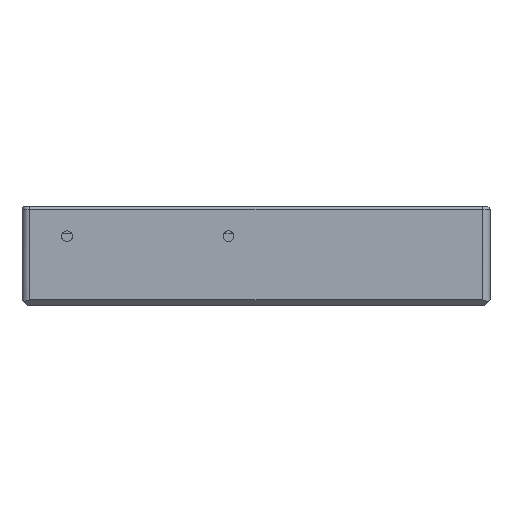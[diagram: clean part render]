
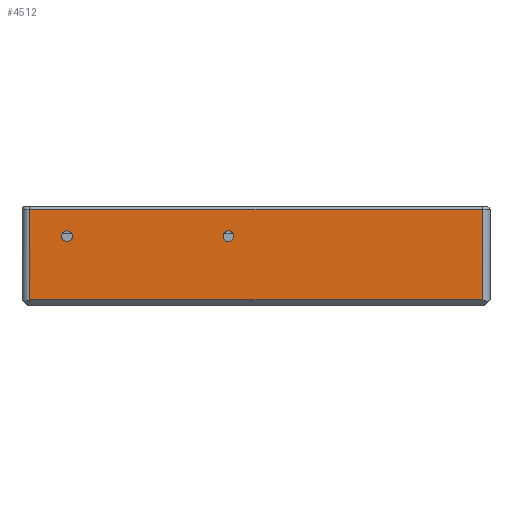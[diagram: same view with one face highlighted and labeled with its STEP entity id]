
A CAD part, left-side view. The second image highlights one B-rep face of the part: STEP entity #4512.
In plain terms, the highlighted planar face has unit normal (-1, 0, 0).
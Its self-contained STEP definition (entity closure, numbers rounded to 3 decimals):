
#23=FACE_BOUND('',#826,.T.);
#24=FACE_BOUND('',#827,.T.);
#105=PLANE('',#4942);
#506=FACE_OUTER_BOUND('',#825,.T.);
#825=EDGE_LOOP('',(#3681,#3682,#3683,#3684));
#826=EDGE_LOOP('',(#3685));
#827=EDGE_LOOP('',(#3686));
#1136=LINE('',#8648,#1556);
#1138=LINE('',#8656,#1558);
#1153=LINE('',#8708,#1573);
#1165=LINE('',#8822,#1585);
#1556=VECTOR('',#5693,10.);
#1558=VECTOR('',#5703,10.);
#1573=VECTOR('',#5758,10.);
#1585=VECTOR('',#5818,10.);
#1949=CIRCLE('',#4943,1.);
#1950=CIRCLE('',#4944,1.);
#2158=VERTEX_POINT('',#8640);
#2160=VERTEX_POINT('',#8647);
#2162=VERTEX_POINT('',#8655);
#2177=VERTEX_POINT('',#8700);
#2190=VERTEX_POINT('',#8827);
#2191=VERTEX_POINT('',#8829);
#2637=EDGE_CURVE('',#2158,#2160,#1136,.T.);
#2641=EDGE_CURVE('',#2160,#2162,#1138,.T.);
#2668=EDGE_CURVE('',#2162,#2177,#1153,.T.);
#2691=EDGE_CURVE('',#2177,#2158,#1165,.T.);
#2694=EDGE_CURVE('',#2190,#2190,#1949,.T.);
#2695=EDGE_CURVE('',#2191,#2191,#1950,.T.);
#3681=ORIENTED_EDGE('',*,*,#2637,.F.);
#3682=ORIENTED_EDGE('',*,*,#2691,.F.);
#3683=ORIENTED_EDGE('',*,*,#2668,.F.);
#3684=ORIENTED_EDGE('',*,*,#2641,.F.);
#3685=ORIENTED_EDGE('',*,*,#2694,.T.);
#3686=ORIENTED_EDGE('',*,*,#2695,.T.);
#4512=ADVANCED_FACE('',(#506,#23,#24),#105,.T.);
#4942=AXIS2_PLACEMENT_3D('',#8826,#5823,#5824);
#4943=AXIS2_PLACEMENT_3D('',#8828,#5825,#5826);
#4944=AXIS2_PLACEMENT_3D('',#8830,#5827,#5828);
#5693=DIRECTION('',(0.,0.,-1.));
#5703=DIRECTION('',(0.,1.,0.));
#5758=DIRECTION('',(0.,0.,1.));
#5818=DIRECTION('',(0.,-1.,0.));
#5823=DIRECTION('center_axis',(-1.,0.,0.));
#5824=DIRECTION('ref_axis',(0.,0.,1.));
#5825=DIRECTION('center_axis',(1.,0.,0.));
#5826=DIRECTION('ref_axis',(0.,-1.,0.));
#5827=DIRECTION('center_axis',(1.,0.,0.));
#5828=DIRECTION('ref_axis',(0.,-1.,0.));
#8640=CARTESIAN_POINT('',(-4.72,53.341,10.65));
#8647=CARTESIAN_POINT('',(-4.72,53.341,-6.05));
#8648=CARTESIAN_POINT('',(-4.72,53.341,-2.75));
#8655=CARTESIAN_POINT('',(-4.72,137.238,-6.05));
#8656=CARTESIAN_POINT('',(-4.72,83.191,-6.05));
#8700=CARTESIAN_POINT('',(-4.72,137.238,10.65));
#8708=CARTESIAN_POINT('',(-4.72,137.238,-5.074));
#8822=CARTESIAN_POINT('',(-4.72,94.441,10.65));
#8826=CARTESIAN_POINT('Origin',(-4.72,51.941,-5.75));
#8827=CARTESIAN_POINT('',(-4.72,131.305,5.75));
#8828=CARTESIAN_POINT('Origin',(-4.72,130.305,5.75));
#8829=CARTESIAN_POINT('',(-4.72,101.378,5.75));
#8830=CARTESIAN_POINT('Origin',(-4.72,100.378,5.75));
